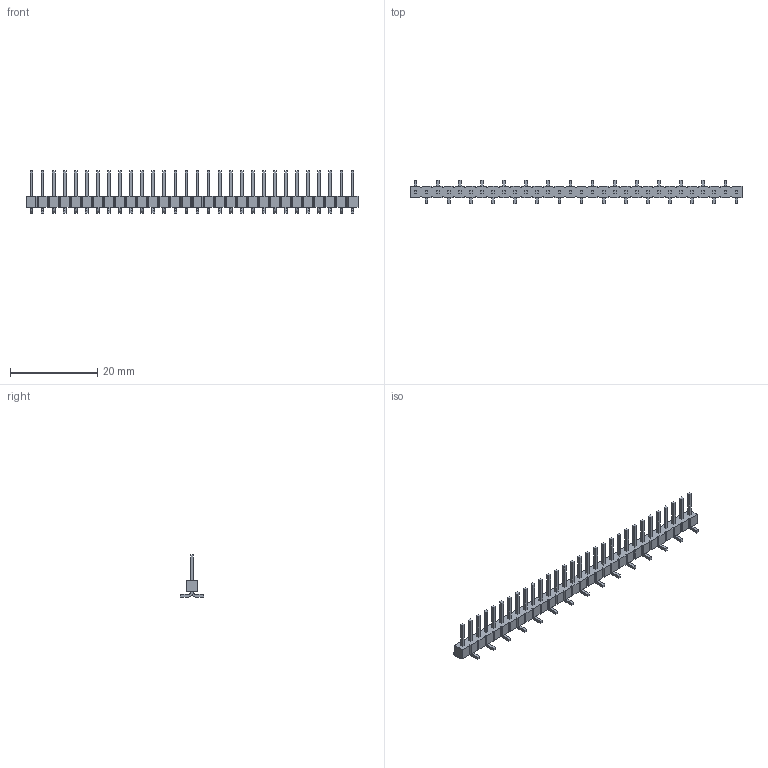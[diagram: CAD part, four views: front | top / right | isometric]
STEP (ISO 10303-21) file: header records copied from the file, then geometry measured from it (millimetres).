
FILE_DESCRIPTION(('FreeCAD Model'),'2;1');
FILE_NAME('Open CASCADE Shape Model','2025-01-13T12:19:19',(''),(''), 'Open CASCADE STEP processor 7.8','FreeCAD','Unknown');
FILE_SCHEMA(('AUTOMOTIVE_DESIGN { 1 0 10303 214 1 1 1 1 }'));
Length unit declared in the file: millimetre
Products named in the file (4): TSM-130-01-S-SV-P_(pad hidden); TSM-130-01-SV_body; T-1S6-16-S(-01-30-SV); T-1S6-16-S(-01-30-SV)2
Assembly tree (3 placements, depth 2):
  TSM-130-01-S-SV-P_(pad hidden)
    TSM-130-01-SV_body
    T-1S6-16-S(-01-30-SV)
    T-1S6-16-S(-01-30-SV)2
Bounding box: 76.2 x 5.28 x 9.65 mm (x, y, z)
Volume: 593.4 mm3; surface area: 2102.9 mm2
Topology: 3 solids, 3 shells, 786 faces, 2172 edges, 1448 vertices
Faces by surface type: plane 726, cylinder 60
Entity records: 24849 total; most frequent: CARTESIAN_POINT 4410, ORIENTED_EDGE 4344, DIRECTION 3872, EDGE_CURVE 2172, LINE 2052, VECTOR 2052, VERTEX_POINT 1448, AXIS2_PLACEMENT_3D 910
